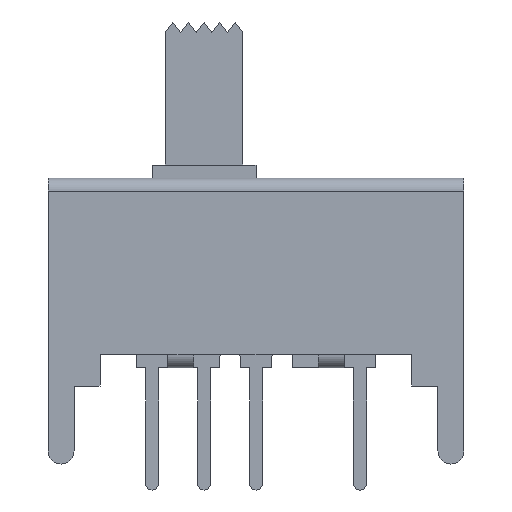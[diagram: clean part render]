
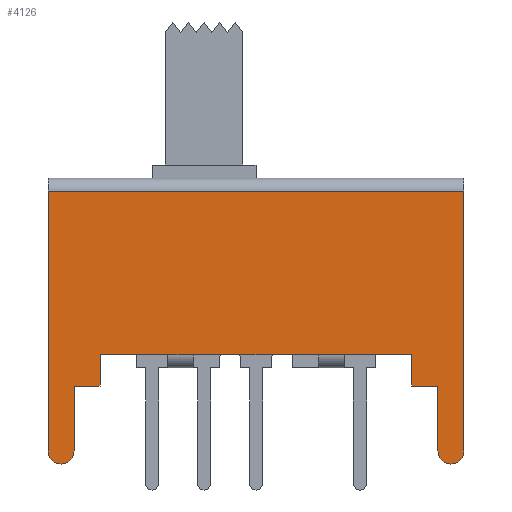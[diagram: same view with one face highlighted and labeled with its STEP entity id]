
A CAD part, front view. The second image highlights one B-rep face of the part: STEP entity #4126.
In plain terms, the highlighted planar face has unit normal (0, -1, 0).
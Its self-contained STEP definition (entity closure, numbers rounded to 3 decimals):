
#248=FACE_OUTER_BOUND('',#478,.T.);
#478=EDGE_LOOP('',(#3441,#3442,#3443,#3444,#3445,#3446,#3447,#3448,#3449,
#3450,#3451,#3452,#3453,#3454,#3455,#3456,#3457,#3458,#3459,#3460));
#730=LINE('',#5969,#1227);
#742=LINE('',#5996,#1239);
#744=LINE('',#6002,#1241);
#752=LINE('',#6018,#1249);
#763=LINE('',#6042,#1260);
#811=LINE('',#6136,#1308);
#814=LINE('',#6141,#1311);
#817=LINE('',#6145,#1314);
#902=LINE('',#6326,#1399);
#904=LINE('',#6330,#1401);
#909=LINE('',#6347,#1406);
#911=LINE('',#6351,#1408);
#957=LINE('',#6468,#1454);
#968=LINE('',#6492,#1465);
#970=LINE('',#6495,#1467);
#973=LINE('',#6503,#1470);
#974=LINE('',#6505,#1471);
#975=LINE('',#6510,#1472);
#1227=VECTOR('',#4798,0.001);
#1239=VECTOR('',#4816,0.001);
#1241=VECTOR('',#4820,1.2);
#1249=VECTOR('',#4830,9.999);
#1260=VECTOR('',#4847,1.2);
#1308=VECTOR('',#4955,2.6);
#1311=VECTOR('',#4958,4.8);
#1314=VECTOR('',#4961,2.6);
#1399=VECTOR('',#5168,1.);
#1401=VECTOR('',#5174,0.001);
#1406=VECTOR('',#5193,1.);
#1408=VECTOR('',#5199,0.001);
#1454=VECTOR('',#5327,9.999);
#1465=VECTOR('',#5352,2.5);
#1467=VECTOR('',#5356,1.);
#1470=VECTOR('',#5365,2.5);
#1471=VECTOR('',#5368,1.);
#1472=VECTOR('',#5377,16.);
#1540=CIRCLE('',#4393,0.5);
#1541=CIRCLE('',#4397,0.5);
#1755=VERTEX_POINT('',#5962);
#1758=VERTEX_POINT('',#5967);
#1767=VERTEX_POINT('',#5989);
#1770=VERTEX_POINT('',#5994);
#1772=VERTEX_POINT('',#5999);
#1773=VERTEX_POINT('',#6001);
#1779=VERTEX_POINT('',#6015);
#1780=VERTEX_POINT('',#6017);
#1787=VERTEX_POINT('',#6035);
#1790=VERTEX_POINT('',#6040);
#1806=VERTEX_POINT('',#6135);
#1808=VERTEX_POINT('',#6140);
#1841=VERTEX_POINT('',#6312);
#1846=VERTEX_POINT('',#6333);
#1878=VERTEX_POINT('',#6465);
#1879=VERTEX_POINT('',#6467);
#1884=VERTEX_POINT('',#6487);
#1885=VERTEX_POINT('',#6491);
#1886=VERTEX_POINT('',#6497);
#1887=VERTEX_POINT('',#6501);
#2146=EDGE_CURVE('',#1755,#1758,#730,.T.);
#2158=EDGE_CURVE('',#1770,#1767,#742,.T.);
#2160=EDGE_CURVE('',#1773,#1772,#744,.T.);
#2168=EDGE_CURVE('',#1779,#1780,#752,.T.);
#2180=EDGE_CURVE('',#1790,#1787,#763,.T.);
#2228=EDGE_CURVE('',#1806,#1787,#811,.T.);
#2231=EDGE_CURVE('',#1808,#1767,#814,.T.);
#2234=EDGE_CURVE('',#1772,#1755,#817,.T.);
#2325=EDGE_CURVE('',#1758,#1841,#902,.T.);
#2327=EDGE_CURVE('',#1841,#1808,#904,.T.);
#2336=EDGE_CURVE('',#1770,#1846,#909,.T.);
#2338=EDGE_CURVE('',#1806,#1846,#911,.T.);
#2399=EDGE_CURVE('',#1879,#1878,#957,.T.);
#2409=EDGE_CURVE('',#1780,#1884,#1540,.T.);
#2411=EDGE_CURVE('',#1884,#1885,#968,.T.);
#2413=EDGE_CURVE('',#1885,#1790,#970,.T.);
#2415=EDGE_CURVE('',#1878,#1886,#1541,.T.);
#2417=EDGE_CURVE('',#1886,#1887,#973,.T.);
#2418=EDGE_CURVE('',#1887,#1773,#974,.T.);
#2421=EDGE_CURVE('',#1779,#1879,#975,.T.);
#3441=ORIENTED_EDGE('',*,*,#2146,.T.);
#3442=ORIENTED_EDGE('',*,*,#2325,.T.);
#3443=ORIENTED_EDGE('',*,*,#2327,.T.);
#3444=ORIENTED_EDGE('',*,*,#2231,.T.);
#3445=ORIENTED_EDGE('',*,*,#2158,.F.);
#3446=ORIENTED_EDGE('',*,*,#2336,.T.);
#3447=ORIENTED_EDGE('',*,*,#2338,.F.);
#3448=ORIENTED_EDGE('',*,*,#2228,.T.);
#3449=ORIENTED_EDGE('',*,*,#2180,.F.);
#3450=ORIENTED_EDGE('',*,*,#2413,.F.);
#3451=ORIENTED_EDGE('',*,*,#2411,.F.);
#3452=ORIENTED_EDGE('',*,*,#2409,.F.);
#3453=ORIENTED_EDGE('',*,*,#2168,.F.);
#3454=ORIENTED_EDGE('',*,*,#2421,.T.);
#3455=ORIENTED_EDGE('',*,*,#2399,.T.);
#3456=ORIENTED_EDGE('',*,*,#2415,.T.);
#3457=ORIENTED_EDGE('',*,*,#2417,.T.);
#3458=ORIENTED_EDGE('',*,*,#2418,.T.);
#3459=ORIENTED_EDGE('',*,*,#2160,.T.);
#3460=ORIENTED_EDGE('',*,*,#2234,.T.);
#3726=PLANE('',#4403);
#4126=ADVANCED_FACE('',(#248),#3726,.T.);
#4393=AXIS2_PLACEMENT_3D('',#6488,#5347,#5348);
#4397=AXIS2_PLACEMENT_3D('',#6499,#5360,#5361);
#4403=AXIS2_PLACEMENT_3D('',#6509,#5375,#5376);
#4798=DIRECTION('',(0.,0.,-1.));
#4816=DIRECTION('',(0.,0.,1.));
#4820=DIRECTION('',(0.,0.,1.));
#4830=DIRECTION('',(0.,0.,-1.));
#4847=DIRECTION('',(0.,0.,1.));
#4955=DIRECTION('',(1.,0.,0.));
#4958=DIRECTION('',(1.,0.,0.));
#4961=DIRECTION('',(1.,0.,0.));
#5168=DIRECTION('',(1.,0.,0.));
#5174=DIRECTION('',(0.,0.,1.));
#5193=DIRECTION('',(1.,0.,0.));
#5199=DIRECTION('',(0.,0.,-1.));
#5327=DIRECTION('',(0.,0.,-1.));
#5347=DIRECTION('center_axis',(0.,1.,0.));
#5348=DIRECTION('ref_axis',(1.,0.,0.));
#5352=DIRECTION('',(0.,0.,1.));
#5356=DIRECTION('',(-1.,0.,0.));
#5360=DIRECTION('center_axis',(0.,-1.,0.));
#5361=DIRECTION('ref_axis',(-1.,0.,0.));
#5365=DIRECTION('',(0.,0.,1.));
#5368=DIRECTION('',(1.,0.,0.));
#5375=DIRECTION('center_axis',(0.,-1.,0.));
#5376=DIRECTION('ref_axis',(0.,0.,-1.));
#5377=DIRECTION('',(-1.,0.,0.));
#5962=CARTESIAN_POINT('',(-3.4,-3.25,-6.3));
#5967=CARTESIAN_POINT('',(-3.4,-3.25,-6.301));
#5969=CARTESIAN_POINT('',(-3.4,-3.25,-6.3));
#5989=CARTESIAN_POINT('',(2.4,-3.25,-6.3));
#5994=CARTESIAN_POINT('',(2.4,-3.25,-6.301));
#5996=CARTESIAN_POINT('',(2.4,-3.25,-6.301));
#5999=CARTESIAN_POINT('',(-6.,-3.25,-6.3));
#6001=CARTESIAN_POINT('',(-6.,-3.25,-7.5));
#6002=CARTESIAN_POINT('',(-6.,-3.25,-7.5));
#6015=CARTESIAN_POINT('',(8.,-3.25,-0.001));
#6017=CARTESIAN_POINT('',(8.,-3.25,-10.));
#6018=CARTESIAN_POINT('',(8.,-3.25,-0.001));
#6035=CARTESIAN_POINT('',(6.,-3.25,-6.3));
#6040=CARTESIAN_POINT('',(6.,-3.25,-7.5));
#6042=CARTESIAN_POINT('',(6.,-3.25,-7.5));
#6135=CARTESIAN_POINT('',(3.4,-3.25,-6.3));
#6136=CARTESIAN_POINT('',(3.4,-3.25,-6.3));
#6140=CARTESIAN_POINT('',(-2.4,-3.25,-6.3));
#6141=CARTESIAN_POINT('',(-2.4,-3.25,-6.3));
#6145=CARTESIAN_POINT('',(-6.,-3.25,-6.3));
#6312=CARTESIAN_POINT('',(-2.4,-3.25,-6.301));
#6326=CARTESIAN_POINT('',(-3.4,-3.25,-6.301));
#6330=CARTESIAN_POINT('',(-2.4,-3.25,-6.301));
#6333=CARTESIAN_POINT('',(3.4,-3.25,-6.301));
#6347=CARTESIAN_POINT('',(2.4,-3.25,-6.301));
#6351=CARTESIAN_POINT('',(3.4,-3.25,-6.3));
#6465=CARTESIAN_POINT('',(-8.,-3.25,-10.));
#6467=CARTESIAN_POINT('',(-8.,-3.25,-0.001));
#6468=CARTESIAN_POINT('',(-8.,-3.25,-0.001));
#6487=CARTESIAN_POINT('',(7.,-3.25,-10.));
#6488=CARTESIAN_POINT('Origin',(7.5,-3.25,-10.));
#6491=CARTESIAN_POINT('',(7.,-3.25,-7.5));
#6492=CARTESIAN_POINT('',(7.,-3.25,-10.));
#6495=CARTESIAN_POINT('',(7.,-3.25,-7.5));
#6497=CARTESIAN_POINT('',(-7.,-3.25,-10.));
#6499=CARTESIAN_POINT('Origin',(-7.5,-3.25,-10.));
#6501=CARTESIAN_POINT('',(-7.,-3.25,-7.5));
#6503=CARTESIAN_POINT('',(-7.,-3.25,-10.));
#6505=CARTESIAN_POINT('',(-7.,-3.25,-7.5));
#6509=CARTESIAN_POINT('Origin',(0.,-3.25,-2.477));
#6510=CARTESIAN_POINT('',(8.,-3.25,-0.001));
